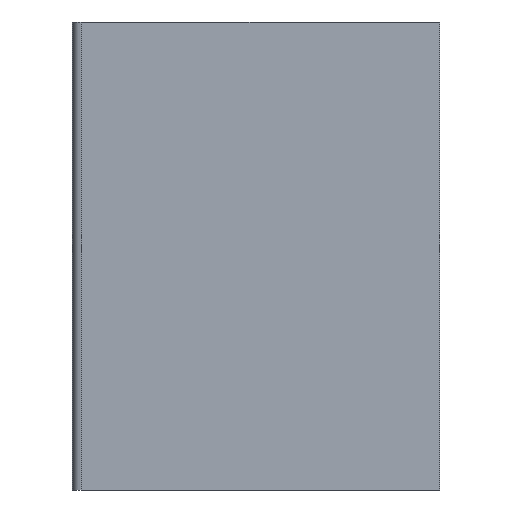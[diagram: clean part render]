
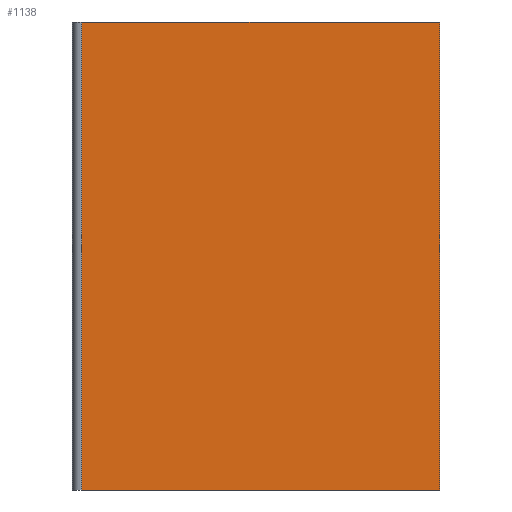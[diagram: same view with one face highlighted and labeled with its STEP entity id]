
A CAD part, front view. The second image highlights one B-rep face of the part: STEP entity #1138.
In plain terms, the highlighted planar face has unit normal (-0.013, -1, 0).
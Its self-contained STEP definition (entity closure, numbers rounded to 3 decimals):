
#32=PLANE('',#1244);
#88=FACE_OUTER_BOUND('',#146,.T.);
#146=EDGE_LOOP('',(#935,#936,#937,#938));
#172=LINE('',#1602,#304);
#210=LINE('',#1712,#342);
#264=LINE('',#1850,#396);
#265=LINE('',#1852,#397);
#304=VECTOR('',#1280,25.5);
#342=VECTOR('',#1354,19.508);
#396=VECTOR('',#1500,25.5);
#397=VECTOR('',#1503,19.508);
#471=VERTEX_POINT('',#1595);
#474=VERTEX_POINT('',#1600);
#528=VERTEX_POINT('',#1710);
#566=VERTEX_POINT('',#1848);
#586=EDGE_CURVE('',#474,#471,#172,.T.);
#641=EDGE_CURVE('',#528,#474,#210,.T.);
#710=EDGE_CURVE('',#528,#566,#264,.T.);
#711=EDGE_CURVE('',#566,#471,#265,.T.);
#935=ORIENTED_EDGE('',*,*,#586,.F.);
#936=ORIENTED_EDGE('',*,*,#641,.F.);
#937=ORIENTED_EDGE('',*,*,#710,.T.);
#938=ORIENTED_EDGE('',*,*,#711,.T.);
#1138=ADVANCED_FACE('',(#88),#32,.T.);
#1244=AXIS2_PLACEMENT_3D('',#1851,#1501,#1502);
#1280=DIRECTION('',(0.,0.,1.));
#1354=DIRECTION('',(-1.,0.012,0.));
#1500=DIRECTION('',(0.,0.,1.));
#1501=DIRECTION('center_axis',(-0.012,-1.,0.));
#1502=DIRECTION('ref_axis',(0.,0.,-1.));
#1503=DIRECTION('',(-1.,0.012,0.));
#1595=CARTESIAN_POINT('',(-19.506,0.244,25.5));
#1600=CARTESIAN_POINT('',(-19.506,0.244,0.));
#1602=CARTESIAN_POINT('',(-19.506,0.244,0.));
#1710=CARTESIAN_POINT('',(0.,0.,0.));
#1712=CARTESIAN_POINT('',(0.,0.,0.));
#1848=CARTESIAN_POINT('',(0.,0.,25.5));
#1850=CARTESIAN_POINT('',(0.,0.,0.));
#1851=CARTESIAN_POINT('Origin',(0.,0.,0.));
#1852=CARTESIAN_POINT('',(0.,0.,25.5));
